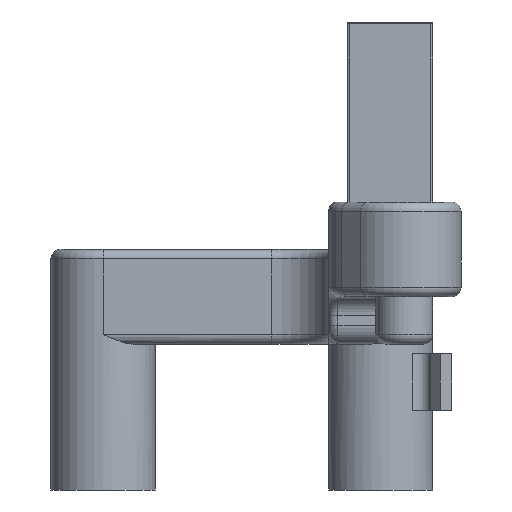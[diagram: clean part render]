
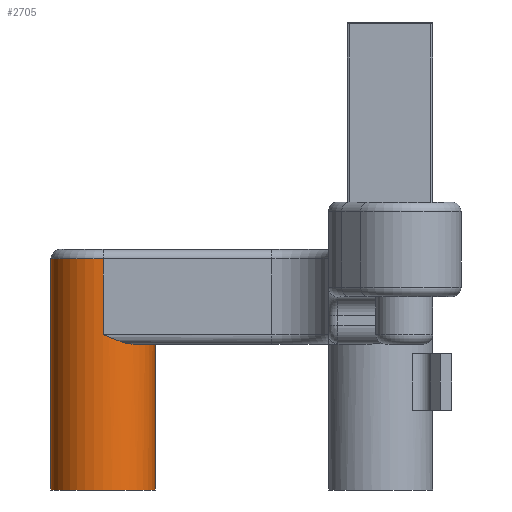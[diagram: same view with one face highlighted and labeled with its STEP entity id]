
A CAD part, front view. The second image highlights one B-rep face of the part: STEP entity #2705.
In plain terms, the highlighted cylindrical face has radius 2.75 mm (diameter 5.5 mm), a full revolution.
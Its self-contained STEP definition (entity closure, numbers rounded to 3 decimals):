
#117=CIRCLE('',#2873,2.75);
#118=CIRCLE('',#2874,2.75);
#189=CIRCLE('',#3002,2.75);
#199=CIRCLE('',#3027,2.75);
#411=FACE_OUTER_BOUND('',#589,.T.);
#589=EDGE_LOOP('',(#2183,#2184,#2185,#2186,#2187,#2188,#2189,#2190,#2191,
#2192));
#790=LINE('',#4807,#985);
#791=LINE('',#4809,#986);
#792=LINE('',#4811,#987);
#985=VECTOR('',#3720,10.);
#986=VECTOR('',#3723,10.);
#987=VECTOR('',#3724,2.75);
#1070=B_SPLINE_CURVE_WITH_KNOTS('',3,(#4164,#4165,#4166,#4167,#4168,#4169),
 .UNSPECIFIED.,.F.,.F.,(4,2,4),(0.,0.091,0.167),
 .UNSPECIFIED.);
#1076=B_SPLINE_CURVE_WITH_KNOTS('',3,(#4541,#4542,#4543,#4544,#4545,#4546),
 .UNSPECIFIED.,.F.,.F.,(4,2,4),(0.361,0.446,0.531),
 .UNSPECIFIED.);
#1123=VERTEX_POINT('',#4161);
#1124=VERTEX_POINT('',#4163);
#1161=VERTEX_POINT('',#4382);
#1162=VERTEX_POINT('',#4384);
#1195=VERTEX_POINT('',#4540);
#1245=VERTEX_POINT('',#4767);
#1246=VERTEX_POINT('',#4771);
#1251=VERTEX_POINT('',#4810);
#1363=EDGE_CURVE('',#1123,#1124,#1070,.F.);
#1425=EDGE_CURVE('',#1162,#1161,#117,.T.);
#1426=EDGE_CURVE('',#1123,#1162,#118,.T.);
#1479=EDGE_CURVE('',#1195,#1161,#1076,.F.);
#1571=EDGE_CURVE('',#1246,#1245,#189,.T.);
#1587=EDGE_CURVE('',#1195,#1245,#790,.T.);
#1588=EDGE_CURVE('',#1124,#1246,#791,.T.);
#1589=EDGE_CURVE('',#1162,#1251,#792,.T.);
#1590=EDGE_CURVE('',#1251,#1251,#199,.T.);
#2183=ORIENTED_EDGE('',*,*,#1571,.F.);
#2184=ORIENTED_EDGE('',*,*,#1588,.F.);
#2185=ORIENTED_EDGE('',*,*,#1363,.F.);
#2186=ORIENTED_EDGE('',*,*,#1426,.T.);
#2187=ORIENTED_EDGE('',*,*,#1589,.T.);
#2188=ORIENTED_EDGE('',*,*,#1590,.F.);
#2189=ORIENTED_EDGE('',*,*,#1589,.F.);
#2190=ORIENTED_EDGE('',*,*,#1425,.T.);
#2191=ORIENTED_EDGE('',*,*,#1479,.F.);
#2192=ORIENTED_EDGE('',*,*,#1587,.T.);
#2577=CYLINDRICAL_SURFACE('',#3026,2.75);
#2705=ADVANCED_FACE('',(#411),#2577,.T.);
#2873=AXIS2_PLACEMENT_3D('',#4385,#3347,#3348);
#2874=AXIS2_PLACEMENT_3D('',#4386,#3349,#3350);
#3002=AXIS2_PLACEMENT_3D('',#4773,#3666,#3667);
#3026=AXIS2_PLACEMENT_3D('',#4808,#3721,#3722);
#3027=AXIS2_PLACEMENT_3D('',#4812,#3725,#3726);
#3347=DIRECTION('center_axis',(0.,0.,-1.));
#3348=DIRECTION('ref_axis',(-1.,0.,0.));
#3349=DIRECTION('center_axis',(0.,0.,-1.));
#3350=DIRECTION('ref_axis',(-1.,0.,0.));
#3666=DIRECTION('center_axis',(0.,0.,1.));
#3667=DIRECTION('ref_axis',(-1.,0.,0.));
#3720=DIRECTION('',(0.,0.,1.));
#3721=DIRECTION('center_axis',(0.,0.,1.));
#3722=DIRECTION('ref_axis',(-1.,0.,0.));
#3723=DIRECTION('',(0.,0.,1.));
#3724=DIRECTION('',(0.,0.,-1.));
#3725=DIRECTION('center_axis',(0.,0.,-1.));
#3726=DIRECTION('ref_axis',(-1.,0.,0.));
#4161=CARTESIAN_POINT('',(-61.318,2.25,2.5));
#4163=CARTESIAN_POINT('',(-62.899,2.75,3.));
#4164=CARTESIAN_POINT('Ctrl Pts',(-62.899,2.75,3.));
#4165=CARTESIAN_POINT('Ctrl Pts',(-62.619,2.75,2.881));
#4166=CARTESIAN_POINT('Ctrl Pts',(-62.287,2.697,2.74));
#4167=CARTESIAN_POINT('Ctrl Pts',(-61.787,2.526,2.569));
#4168=CARTESIAN_POINT('Ctrl Pts',(-61.524,2.395,2.5));
#4169=CARTESIAN_POINT('Ctrl Pts',(-61.318,2.25,2.5));
#4382=CARTESIAN_POINT('',(-61.318,-2.25,2.5));
#4384=CARTESIAN_POINT('',(-60.149,0.,2.5));
#4385=CARTESIAN_POINT('Origin',(-62.899,0.,2.5));
#4386=CARTESIAN_POINT('Origin',(-62.899,0.,2.5));
#4540=CARTESIAN_POINT('',(-62.899,-2.75,3.));
#4541=CARTESIAN_POINT('Ctrl Pts',(-61.318,-2.25,2.5));
#4542=CARTESIAN_POINT('Ctrl Pts',(-61.55,-2.413,2.5));
#4543=CARTESIAN_POINT('Ctrl Pts',(-61.812,-2.542,2.574));
#4544=CARTESIAN_POINT('Ctrl Pts',(-62.356,-2.711,2.768));
#4545=CARTESIAN_POINT('Ctrl Pts',(-62.638,-2.75,2.889));
#4546=CARTESIAN_POINT('Ctrl Pts',(-62.899,-2.75,3.));
#4767=CARTESIAN_POINT('',(-62.899,-2.75,7.));
#4771=CARTESIAN_POINT('',(-62.899,2.75,7.));
#4773=CARTESIAN_POINT('Origin',(-62.899,0.,7.));
#4807=CARTESIAN_POINT('',(-62.899,-2.75,5.));
#4808=CARTESIAN_POINT('Origin',(-62.899,0.,5.));
#4809=CARTESIAN_POINT('',(-62.899,2.75,5.));
#4810=CARTESIAN_POINT('',(-60.149,0.,-5.2));
#4811=CARTESIAN_POINT('',(-60.149,0.,5.));
#4812=CARTESIAN_POINT('Origin',(-62.899,0.,-5.2));
